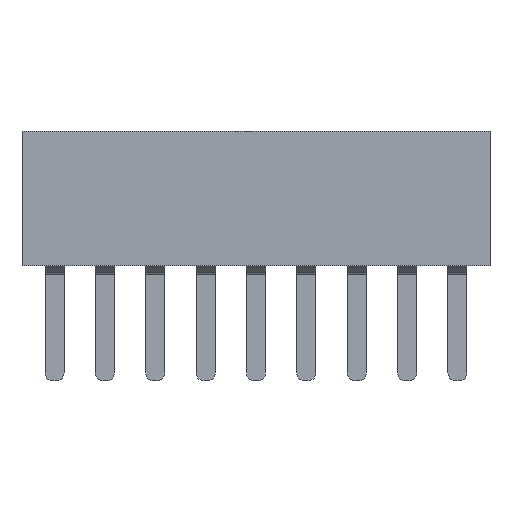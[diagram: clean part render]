
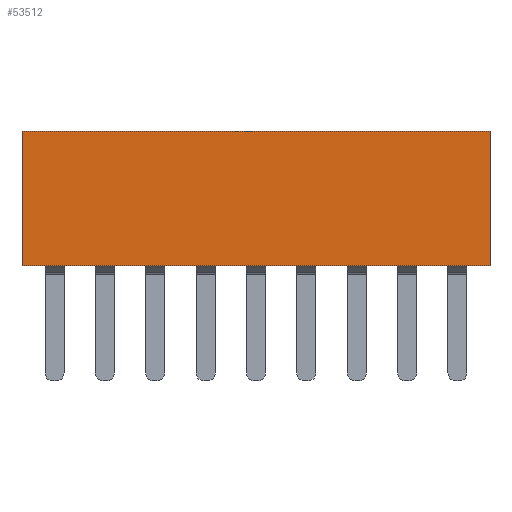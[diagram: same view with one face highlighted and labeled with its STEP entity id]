
A CAD part, left-side view. The second image highlights one B-rep face of the part: STEP entity #53512.
In plain terms, the highlighted face is planar.
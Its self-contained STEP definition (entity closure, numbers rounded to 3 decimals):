
#53249 = EDGE_CURVE('',#53250,#53252,#53254,.T.);
#53250 = VERTEX_POINT('',#53251);
#53251 = CARTESIAN_POINT('',(1.1,-0.82,0.));
#53252 = VERTEX_POINT('',#53253);
#53253 = CARTESIAN_POINT('',(1.1,-0.82,3.4));
#53254 = SURFACE_CURVE('',#53255,(#53259,#53271),.PCURVE_S1.);
#53255 = LINE('',#53256,#53257);
#53256 = CARTESIAN_POINT('',(1.1,-0.82,0.));
#53257 = VECTOR('',#53258,1.);
#53258 = DIRECTION('',(0.,0.,1.));
#53259 = PCURVE('',#53260,#53265);
#53260 = PLANE('',#53261);
#53261 = AXIS2_PLACEMENT_3D('',#53262,#53263,#53264);
#53262 = CARTESIAN_POINT('',(1.1,-0.82,0.));
#53263 = DIRECTION('',(0.,-1.,0.));
#53264 = DIRECTION('',(-1.,0.,0.));
#53265 = DEFINITIONAL_REPRESENTATION('',(#53266),#53270);
#53266 = LINE('',#53267,#53268);
#53267 = CARTESIAN_POINT('',(0.,0.));
#53268 = VECTOR('',#53269,1.);
#53269 = DIRECTION('',(0.,-1.));
#53270 = ( GEOMETRIC_REPRESENTATION_CONTEXT(2) 
PARAMETRIC_REPRESENTATION_CONTEXT() REPRESENTATION_CONTEXT('2D SPACE',''
  ) );
#53271 = PCURVE('',#53272,#53277);
#53272 = PLANE('',#53273);
#53273 = AXIS2_PLACEMENT_3D('',#53274,#53275,#53276);
#53274 = CARTESIAN_POINT('',(1.1,10.98,0.));
#53275 = DIRECTION('',(1.,0.,0.));
#53276 = DIRECTION('',(0.,0.,1.));
#53277 = DEFINITIONAL_REPRESENTATION('',(#53278),#53282);
#53278 = LINE('',#53279,#53280);
#53279 = CARTESIAN_POINT('',(0.,11.8));
#53280 = VECTOR('',#53281,1.);
#53281 = DIRECTION('',(1.,0.));
#53282 = ( GEOMETRIC_REPRESENTATION_CONTEXT(2) 
PARAMETRIC_REPRESENTATION_CONTEXT() REPRESENTATION_CONTEXT('2D SPACE',''
  ) );
#53300 = PLANE('',#53301);
#53301 = AXIS2_PLACEMENT_3D('',#53302,#53303,#53304);
#53302 = CARTESIAN_POINT('',(-1.1,10.98,3.4));
#53303 = DIRECTION('',(0.,0.,1.));
#53304 = DIRECTION('',(1.,0.,0.));
#53354 = PLANE('',#53355);
#53355 = AXIS2_PLACEMENT_3D('',#53356,#53357,#53358);
#53356 = CARTESIAN_POINT('',(-1.1,10.98,0.));
#53357 = DIRECTION('',(0.,0.,1.));
#53358 = DIRECTION('',(1.,0.,0.));
#53430 = PLANE('',#53431);
#53431 = AXIS2_PLACEMENT_3D('',#53432,#53433,#53434);
#53432 = CARTESIAN_POINT('',(-1.1,10.98,0.));
#53433 = DIRECTION('',(0.,1.,0.));
#53434 = DIRECTION('',(1.,0.,0.));
#53447 = VERTEX_POINT('',#53448);
#53448 = CARTESIAN_POINT('',(1.1,10.98,3.4));
#53469 = EDGE_CURVE('',#53470,#53447,#53472,.T.);
#53470 = VERTEX_POINT('',#53471);
#53471 = CARTESIAN_POINT('',(1.1,10.98,0.));
#53472 = SURFACE_CURVE('',#53473,(#53477,#53484),.PCURVE_S1.);
#53473 = LINE('',#53474,#53475);
#53474 = CARTESIAN_POINT('',(1.1,10.98,0.));
#53475 = VECTOR('',#53476,1.);
#53476 = DIRECTION('',(0.,0.,1.));
#53477 = PCURVE('',#53430,#53478);
#53478 = DEFINITIONAL_REPRESENTATION('',(#53479),#53483);
#53479 = LINE('',#53480,#53481);
#53480 = CARTESIAN_POINT('',(2.2,0.));
#53481 = VECTOR('',#53482,1.);
#53482 = DIRECTION('',(0.,-1.));
#53483 = ( GEOMETRIC_REPRESENTATION_CONTEXT(2) 
PARAMETRIC_REPRESENTATION_CONTEXT() REPRESENTATION_CONTEXT('2D SPACE',''
  ) );
#53484 = PCURVE('',#53272,#53485);
#53485 = DEFINITIONAL_REPRESENTATION('',(#53486),#53490);
#53486 = LINE('',#53487,#53488);
#53487 = CARTESIAN_POINT('',(0.,0.));
#53488 = VECTOR('',#53489,1.);
#53489 = DIRECTION('',(1.,0.));
#53490 = ( GEOMETRIC_REPRESENTATION_CONTEXT(2) 
PARAMETRIC_REPRESENTATION_CONTEXT() REPRESENTATION_CONTEXT('2D SPACE',''
  ) );
#53512 = ADVANCED_FACE('',(#53513),#53272,.T.);
#53513 = FACE_BOUND('',#53514,.T.);
#53514 = EDGE_LOOP('',(#53515,#53516,#53537,#53538));
#53515 = ORIENTED_EDGE('',*,*,#53469,.T.);
#53516 = ORIENTED_EDGE('',*,*,#53517,.T.);
#53517 = EDGE_CURVE('',#53447,#53252,#53518,.T.);
#53518 = SURFACE_CURVE('',#53519,(#53523,#53530),.PCURVE_S1.);
#53519 = LINE('',#53520,#53521);
#53520 = CARTESIAN_POINT('',(1.1,10.98,3.4));
#53521 = VECTOR('',#53522,1.);
#53522 = DIRECTION('',(0.,-1.,0.));
#53523 = PCURVE('',#53272,#53524);
#53524 = DEFINITIONAL_REPRESENTATION('',(#53525),#53529);
#53525 = LINE('',#53526,#53527);
#53526 = CARTESIAN_POINT('',(3.4,0.));
#53527 = VECTOR('',#53528,1.);
#53528 = DIRECTION('',(0.,1.));
#53529 = ( GEOMETRIC_REPRESENTATION_CONTEXT(2) 
PARAMETRIC_REPRESENTATION_CONTEXT() REPRESENTATION_CONTEXT('2D SPACE',''
  ) );
#53530 = PCURVE('',#53300,#53531);
#53531 = DEFINITIONAL_REPRESENTATION('',(#53532),#53536);
#53532 = LINE('',#53533,#53534);
#53533 = CARTESIAN_POINT('',(2.2,0.));
#53534 = VECTOR('',#53535,1.);
#53535 = DIRECTION('',(0.,-1.));
#53536 = ( GEOMETRIC_REPRESENTATION_CONTEXT(2) 
PARAMETRIC_REPRESENTATION_CONTEXT() REPRESENTATION_CONTEXT('2D SPACE',''
  ) );
#53537 = ORIENTED_EDGE('',*,*,#53249,.F.);
#53538 = ORIENTED_EDGE('',*,*,#53539,.F.);
#53539 = EDGE_CURVE('',#53470,#53250,#53540,.T.);
#53540 = SURFACE_CURVE('',#53541,(#53545,#53552),.PCURVE_S1.);
#53541 = LINE('',#53542,#53543);
#53542 = CARTESIAN_POINT('',(1.1,0.82,0.));
#53543 = VECTOR('',#53544,1.);
#53544 = DIRECTION('',(0.,-1.,0.));
#53545 = PCURVE('',#53272,#53546);
#53546 = DEFINITIONAL_REPRESENTATION('',(#53547),#53551);
#53547 = LINE('',#53548,#53549);
#53548 = CARTESIAN_POINT('',(0.,10.16));
#53549 = VECTOR('',#53550,1.);
#53550 = DIRECTION('',(0.,1.));
#53551 = ( GEOMETRIC_REPRESENTATION_CONTEXT(2) 
PARAMETRIC_REPRESENTATION_CONTEXT() REPRESENTATION_CONTEXT('2D SPACE',''
  ) );
#53552 = PCURVE('',#53354,#53553);
#53553 = DEFINITIONAL_REPRESENTATION('',(#53554),#53558);
#53554 = LINE('',#53555,#53556);
#53555 = CARTESIAN_POINT('',(2.2,-10.16));
#53556 = VECTOR('',#53557,1.);
#53557 = DIRECTION('',(0.,-1.));
#53558 = ( GEOMETRIC_REPRESENTATION_CONTEXT(2) 
PARAMETRIC_REPRESENTATION_CONTEXT() REPRESENTATION_CONTEXT('2D SPACE',''
  ) );
